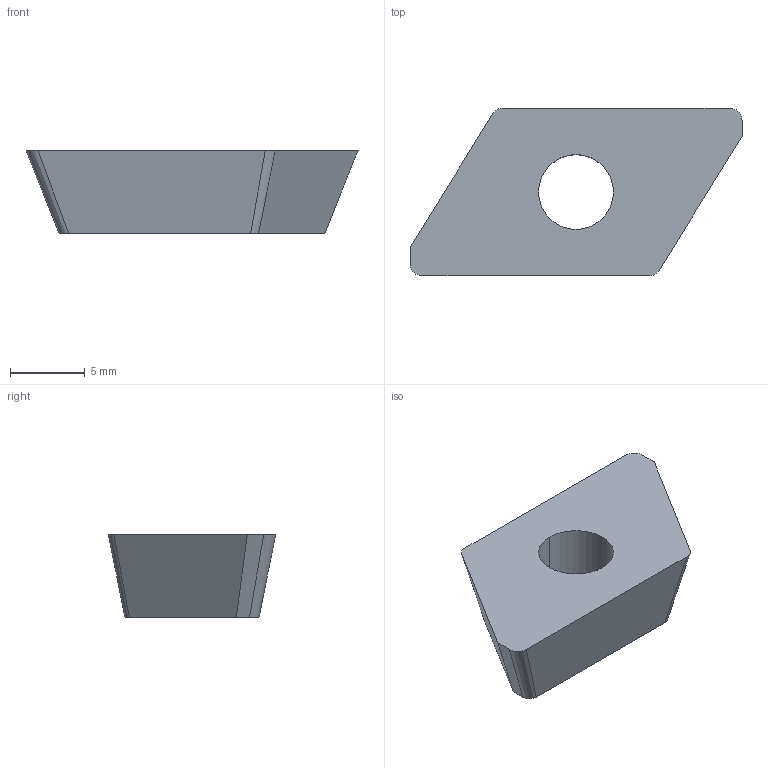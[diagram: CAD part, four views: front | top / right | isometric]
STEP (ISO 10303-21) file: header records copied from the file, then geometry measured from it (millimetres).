
FILE_DESCRIPTION(('HOOPS Exchange Step'),'2;1');
FILE_NAME('export-CA04BF42-EDF2-4F6C-B4AC-C7371210DDEB.stp','2024-08-15T09:13:45+02:00',('Engineering'),('Alibre'),'HOOPS Exchange 2023.0','Alibre','Unknown authorisation');
FILE_SCHEMA( ('AP242_MANAGED_MODEL_BASED_3D_ENGINEERING_MIM_LF {1 0 10303 442 1 1 4 }') );
Length unit declared in the file: millimetre
Products named in the file (1): 6931 XEVT 160508R-AL K10 Sharp ground & polished inserts (ALU & non-ferrous materials)
Bounding box: 22.2 x 11.2 x 5.5 mm (x, y, z)
Volume: 762.9 mm3; surface area: 661 mm2
Topology: 1 solids, 1 shells, 14 faces, 36 edges, 24 vertices
Faces by surface type: plane 8, bspline 4, cylinder 2
Entity records: 599 total; most frequent: CARTESIAN_POINT 244, ORIENTED_EDGE 72, DIRECTION 52, EDGE_CURVE 36, VERTEX_POINT 24, VECTOR 20, LINE 20, AXIS2_PLACEMENT_3D 16
